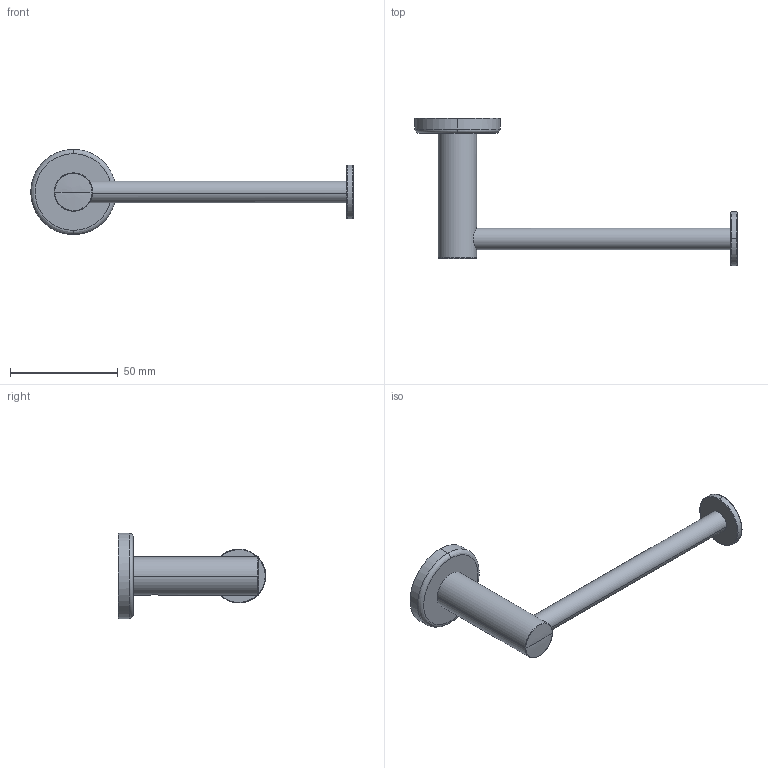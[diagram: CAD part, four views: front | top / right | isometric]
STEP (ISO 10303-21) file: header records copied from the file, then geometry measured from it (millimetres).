
FILE_DESCRIPTION(/* description */ (''),/* implementation_level */ '2;1');
FILE_NAME(/* name */ 'STEP - Mizu Drift Straight Toilet Roll Holder',/* time_stamp */ '2025-08-11T16:31:16+10:00',/* author */ (''),/* organization */ (''),/* preprocessor_version */ 'ST-DEVELOPER v16.5',/* originating_system */ 'Rhino 7.37',/* authorisation */ '');
FILE_SCHEMA (('AUTOMOTIVE_DESIGN'));
Length unit declared in the file: millimetre
Products named in the file (11): Document; 221551BY_Mizu Drift Straight Toilet Roll Holder; 01551BY_ASM_ASM; 01551BY_ASM_ASM_1_ASM; 01551BY_ASM_STP_ASM_1_ASM; 01500-05471_1; 01551BY-01_1; 01551BY-02_1; 01551BY-03_1; 01500-01_1_2_3_4_5_1; M5-4_1
Assembly tree (11 placements, depth 6):
  Document
    221551BY_Mizu Drift Straight Toilet Roll Holder
      01551BY_ASM_ASM
        01551BY_ASM_ASM_1_ASM
          01551BY_ASM_STP_ASM_1_ASM
            01500-05471_1
            01551BY-01_1
            01551BY-02_1
            01551BY-03_1
            01500-01_1_2_3_4_5_1
            M5-4_1  x2
Bounding box: 149.8 x 68.49 x 39.6 mm (x, y, z)
Volume: 20857.2 mm3; surface area: 21969.3 mm2
Topology: 7 solids, 7 shells, 136 faces, 336 edges, 215 vertices
Faces by surface type: cylinder 64, plane 37, bspline 35
Entity records: 4969 total; most frequent: CARTESIAN_POINT 2699, ORIENTED_EDGE 594, EDGE_CURVE 297, VERTEX_POINT 198, EDGE_LOOP 153, DIRECTION 147, ADVANCED_FACE 124, FACE_OUTER_BOUND 124
